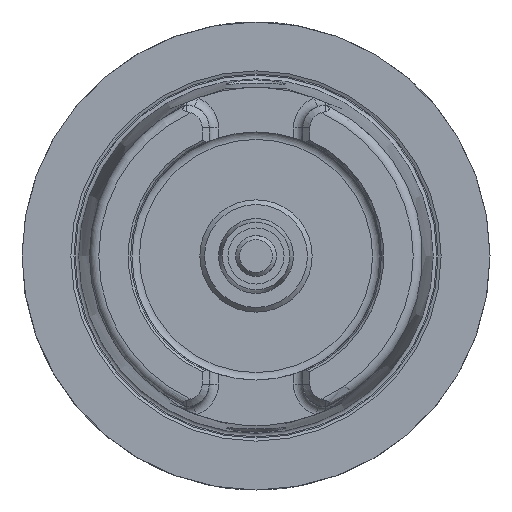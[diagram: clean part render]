
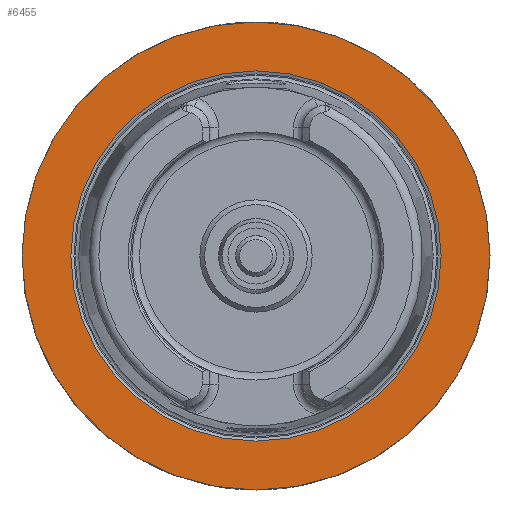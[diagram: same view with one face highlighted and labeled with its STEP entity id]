
A CAD part, left-side view. The second image highlights one B-rep face of the part: STEP entity #6455.
In plain terms, the highlighted planar face has unit normal (-1, 0, 0).
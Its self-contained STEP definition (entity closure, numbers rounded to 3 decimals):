
#5641=CARTESIAN_POINT('',(0.,50.0,0.0));
#5642=VERTEX_POINT('',#5641);
#5643=CARTESIAN_POINT('',(0.,0.,0.0));
#5644=DIRECTION('',(1.0,0.0,0.0));
#5645=DIRECTION('',(0.0,1.0,0.0));
#5646=AXIS2_PLACEMENT_3D('',#5643,#5644,#5645);
#5647=CIRCLE('',#5646,50.0);
#5648=EDGE_CURVE('',#5642,#5642,#5647,.T.);
#6429=CARTESIAN_POINT('',(0.,39.55,0.0));
#6430=VERTEX_POINT('',#6429);
#6431=CARTESIAN_POINT('',(0.,0.,0.0));
#6432=DIRECTION('',(1.0,0.0,0.0));
#6433=DIRECTION('',(0.0,1.0,0.0));
#6434=AXIS2_PLACEMENT_3D('',#6431,#6432,#6433);
#6435=CIRCLE('',#6434,39.55);
#6436=EDGE_CURVE('',#6430,#6430,#6435,.T.);
#6444=CARTESIAN_POINT('',(0.,44.775,0.0));
#6445=DIRECTION('',(-1.0,0.0,0.0));
#6446=DIRECTION('',(0.0,0.0,1.0));
#6447=AXIS2_PLACEMENT_3D('',#6444,#6445,#6446);
#6448=PLANE('',#6447);
#6449=ORIENTED_EDGE('',*,*,#5648,.F.);
#6450=EDGE_LOOP('',(#6449));
#6451=FACE_OUTER_BOUND('',#6450,.T.);
#6452=ORIENTED_EDGE('',*,*,#6436,.T.);
#6453=EDGE_LOOP('',(#6452));
#6454=FACE_BOUND('',#6453,.T.);
#6455=ADVANCED_FACE('',(#6451,#6454),#6448,.T.);
